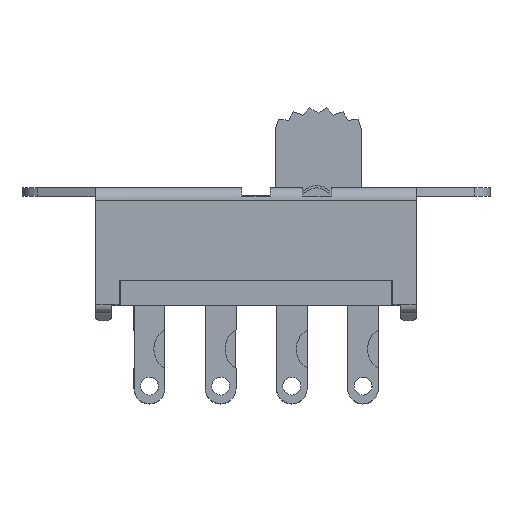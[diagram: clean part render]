
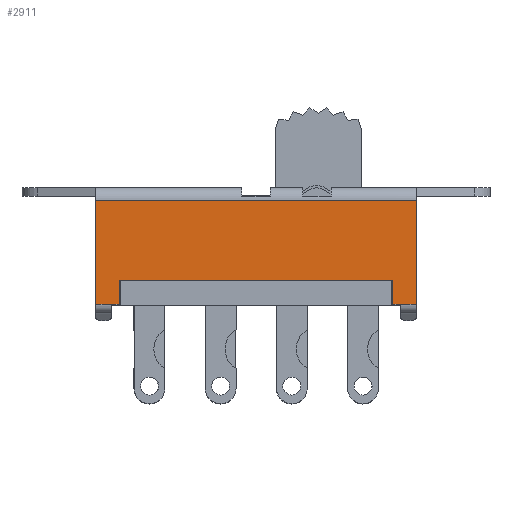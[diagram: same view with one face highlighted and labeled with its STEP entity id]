
A CAD part, top view. The second image highlights one B-rep face of the part: STEP entity #2911.
In plain terms, the highlighted planar face has unit normal (0, 0, 1).
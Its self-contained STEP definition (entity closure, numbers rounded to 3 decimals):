
#2853=VERTEX_POINT('',#2854);
#2854=CARTESIAN_POINT('',(14.355,2.231,7.647));
#2861=EDGE_CURVE('',#2853,#2862,#2864,.F.);
#2862=VERTEX_POINT('',#2863);
#2863=CARTESIAN_POINT('',(14.355,-4.506,7.647));
#2864=LINE('',#2865,#2866);
#2865=CARTESIAN_POINT('',(14.355,-4.506,7.647));
#2866=VECTOR('',#2867,1.0);
#2867=DIRECTION('',(0.0,1.0,0.0));
#2911=ADVANCED_FACE('',(#2912),#2985,.T.);
#2912=FACE_BOUND('',#2913,.T.);
#2913=EDGE_LOOP('',(#2914,#2922,#2923,#2931,#2939,#2947,#2955,#2963,#2971,#2979));
#2914=ORIENTED_EDGE('',*,*,#2915,.T.);
#2915=EDGE_CURVE('',#2916,#2862,#2918,.F.);
#2916=VERTEX_POINT('',#2917);
#2917=CARTESIAN_POINT('',(13.339,-4.506,7.647));
#2918=LINE('',#2919,#2920);
#2919=CARTESIAN_POINT('',(14.355,-4.506,7.647));
#2920=VECTOR('',#2921,1.0);
#2921=DIRECTION('',(-1.0,0.0,0.0));
#2922=ORIENTED_EDGE('',*,*,#2861,.F.);
#2923=ORIENTED_EDGE('',*,*,#2924,.T.);
#2924=EDGE_CURVE('',#2853,#2925,#2927,.F.);
#2925=VERTEX_POINT('',#2926);
#2926=CARTESIAN_POINT('',(-6.346,2.231,7.647));
#2927=LINE('',#2928,#2929);
#2928=CARTESIAN_POINT('',(-6.346,2.231,7.647));
#2929=VECTOR('',#2930,1.0);
#2930=DIRECTION('',(1.0,0.0,0.0));
#2931=ORIENTED_EDGE('',*,*,#2932,.T.);
#2932=EDGE_CURVE('',#2925,#2933,#2935,.T.);
#2933=VERTEX_POINT('',#2934);
#2934=CARTESIAN_POINT('',(-6.346,-4.506,7.647));
#2935=LINE('',#2936,#2937);
#2936=CARTESIAN_POINT('',(-6.346,2.231,7.647));
#2937=VECTOR('',#2938,1.0);
#2938=DIRECTION('',(0.0,-1.0,0.0));
#2939=ORIENTED_EDGE('',*,*,#2940,.T.);
#2940=EDGE_CURVE('',#2933,#2941,#2943,.F.);
#2941=VERTEX_POINT('',#2942);
#2942=CARTESIAN_POINT('',(-5.33,-4.506,7.647));
#2943=LINE('',#2944,#2945);
#2944=CARTESIAN_POINT('',(-5.33,-4.506,7.647));
#2945=VECTOR('',#2946,1.0);
#2946=DIRECTION('',(-1.0,0.0,0.0));
#2947=ORIENTED_EDGE('',*,*,#2948,.T.);
#2948=EDGE_CURVE('',#2941,#2949,#2951,.T.);
#2949=VERTEX_POINT('',#2950);
#2950=CARTESIAN_POINT('',(-4.822,-4.506,7.647));
#2951=LINE('',#2952,#2953);
#2952=CARTESIAN_POINT('',(-5.33,-4.506,7.647));
#2953=VECTOR('',#2954,1.0);
#2954=DIRECTION('',(1.0,0.0,0.0));
#2955=ORIENTED_EDGE('',*,*,#2956,.T.);
#2956=EDGE_CURVE('',#2949,#2957,#2959,.T.);
#2957=VERTEX_POINT('',#2958);
#2958=CARTESIAN_POINT('',(-4.822,-2.982,7.647));
#2959=LINE('',#2960,#2961);
#2960=CARTESIAN_POINT('',(-4.822,-4.506,7.647));
#2961=VECTOR('',#2962,1.0);
#2962=DIRECTION('',(0.0,1.0,0.0));
#2963=ORIENTED_EDGE('',*,*,#2964,.T.);
#2964=EDGE_CURVE('',#2957,#2965,#2967,.T.);
#2965=VERTEX_POINT('',#2966);
#2966=CARTESIAN_POINT('',(12.831,-2.982,7.647));
#2967=LINE('',#2968,#2969);
#2968=CARTESIAN_POINT('',(-4.822,-2.982,7.647));
#2969=VECTOR('',#2970,1.0);
#2970=DIRECTION('',(1.0,0.0,0.0));
#2971=ORIENTED_EDGE('',*,*,#2972,.T.);
#2972=EDGE_CURVE('',#2965,#2973,#2975,.T.);
#2973=VERTEX_POINT('',#2974);
#2974=CARTESIAN_POINT('',(12.831,-4.506,7.647));
#2975=LINE('',#2976,#2977);
#2976=CARTESIAN_POINT('',(12.831,-2.982,7.647));
#2977=VECTOR('',#2978,1.0);
#2978=DIRECTION('',(0.0,-1.0,0.0));
#2979=ORIENTED_EDGE('',*,*,#2980,.T.);
#2980=EDGE_CURVE('',#2973,#2916,#2981,.T.);
#2981=LINE('',#2982,#2983);
#2982=CARTESIAN_POINT('',(12.831,-4.506,7.647));
#2983=VECTOR('',#2984,1.0);
#2984=DIRECTION('',(1.0,0.0,0.0));
#2985=PLANE('',#2986);
#2986=AXIS2_PLACEMENT_3D('',#2987,#2988,#2989);
#2987=CARTESIAN_POINT('',(4.005,-6.202,7.647));
#2988=DIRECTION('',(0.0,0.0,1.0));
#2989=DIRECTION('',(1.0,0.0,0.0));
